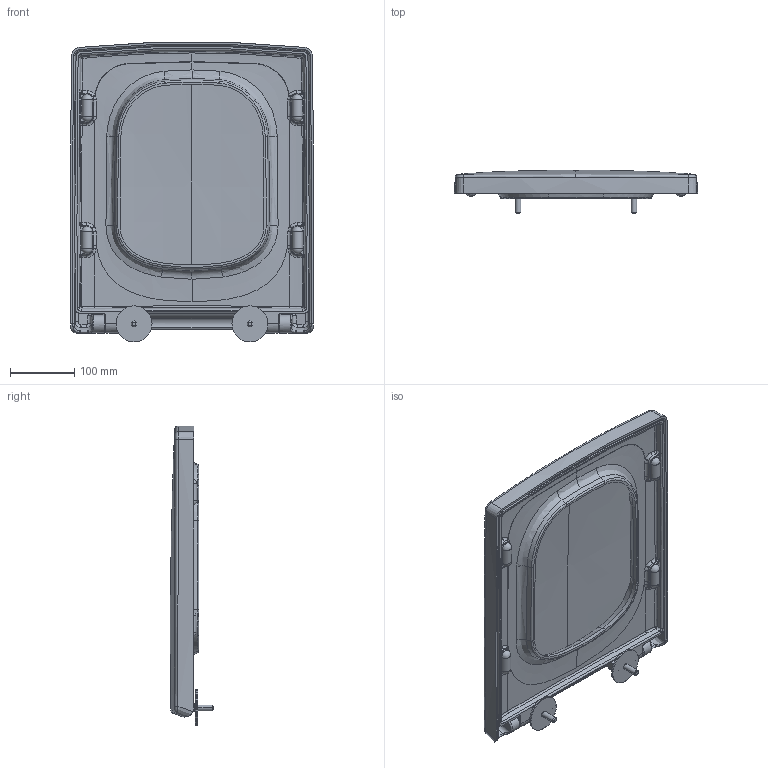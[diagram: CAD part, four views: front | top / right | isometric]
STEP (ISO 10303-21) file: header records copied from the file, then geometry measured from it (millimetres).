
FILE_DESCRIPTION(/* description */ (''),/* implementation_level */ '2;1');
FILE_NAME(/* name */ '8M24S1_WCS.stp',/* time_stamp */ '2021-10-20T10:25:53+02:00',/* author */ (''),/* organization */ (''),/* preprocessor_version */ 'ST-DEVELOPER v18.1',/* originating_system */ 'SIEMENS PLM Software NX 1973',/* authorisation */ '');
FILE_SCHEMA (('AUTOMOTIVE_DESIGN { 1 0 10303 214 3 1 1 1 }'));
Length unit declared in the file: millimetre
Products named in the file (1): Muel613821549h4b
Bounding box: 377.62 x 67.12 x 465.58 mm (x, y, z)
Volume: 1798422.7 mm3; surface area: 688533.5 mm2
Topology: 14 solids, 14 shells, 644 faces, 1500 edges, 876 vertices
Faces by surface type: bspline 252, cylinder 109, plane 90, cone 89, torus 80, sphere 24
Full cylindrical faces by diameter (mm): 16 x2
Entity records: 48323 total; most frequent: CARTESIAN_POINT 35515, ORIENTED_EDGE 2964, DIRECTION 2263, EDGE_CURVE 1482, AXIS2_PLACEMENT_3D 978, VERTEX_POINT 879, EDGE_LOOP 671, ADVANCED_FACE 644
